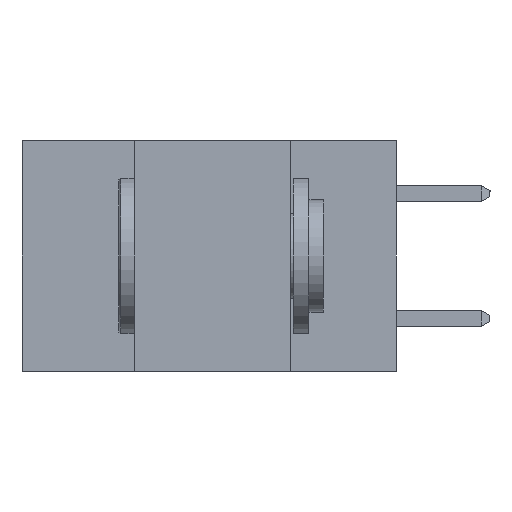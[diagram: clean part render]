
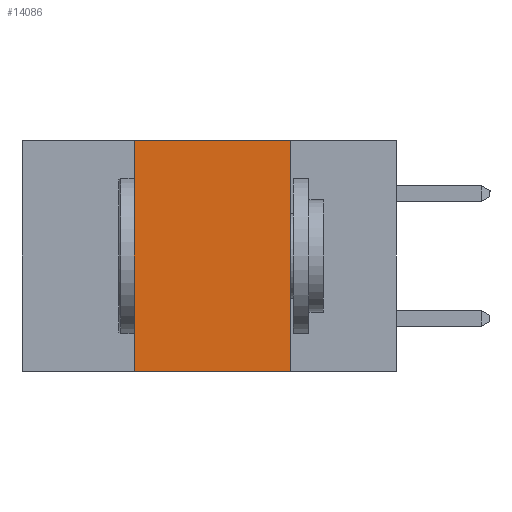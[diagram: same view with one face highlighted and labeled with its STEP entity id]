
A CAD part, left-side view. The second image highlights one B-rep face of the part: STEP entity #14086.
In plain terms, the highlighted planar face has unit normal (-1, 0, 0).
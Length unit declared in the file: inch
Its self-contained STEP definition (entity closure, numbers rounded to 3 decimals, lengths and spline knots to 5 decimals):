
#571 = AXIS2_PLACEMENT_3D ( 'NONE', #2160, #586, #3823 ) ;
#586 = DIRECTION ( 'NONE',  ( 1., 0., 0. ) ) ;
#868 = PLANE ( 'NONE',  #571 ) ;
#1298 = VERTEX_POINT ( 'NONE', #10111 ) ;
#2160 = CARTESIAN_POINT ( 'NONE',  ( 0., 0.6, 0. ) ) ;
#2370 = VERTEX_POINT ( 'NONE', #15970 ) ;
#2461 = EDGE_CURVE ( 'NONE', #4248, #5389, #5190, .T. ) ;
#2872 = ORIENTED_EDGE ( 'NONE', *, *, #18422, .F. ) ;
#3773 = DIRECTION ( 'NONE',  ( 0., 0., -1. ) ) ;
#3823 = DIRECTION ( 'NONE',  ( 0., 0., -1. ) ) ;
#4248 = VERTEX_POINT ( 'NONE', #16693 ) ;
#4814 = LINE ( 'NONE', #6189, #5392 ) ;
#5190 = LINE ( 'NONE', #11344, #5951 ) ;
#5389 = VERTEX_POINT ( 'NONE', #18569 ) ;
#5392 = VECTOR ( 'NONE', #16915, 39.37008 ) ;
#5657 = CARTESIAN_POINT ( 'NONE',  ( 0., 0.6, -0.37 ) ) ;
#5951 = VECTOR ( 'NONE', #3773, 39.37008 ) ;
#6189 = CARTESIAN_POINT ( 'NONE',  ( 0., 0.42, -0.37 ) ) ;
#7615 = EDGE_LOOP ( 'NONE', ( #14640, #2872, #18834, #7845 ) ) ;
#7845 = ORIENTED_EDGE ( 'NONE', *, *, #18891, .T. ) ;
#8887 = CARTESIAN_POINT ( 'NONE',  ( 0., 0.6, 0. ) ) ;
#8935 = LINE ( 'NONE', #5657, #16148 ) ;
#10111 = CARTESIAN_POINT ( 'NONE',  ( 0., 0.42, 0. ) ) ;
#10370 = LINE ( 'NONE', #8887, #12051 ) ;
#11344 = CARTESIAN_POINT ( 'NONE',  ( 0., 0.17, -0.37 ) ) ;
#11783 = DIRECTION ( 'NONE',  ( 0., -1., 0. ) ) ;
#12051 = VECTOR ( 'NONE', #11783, 39.37008 ) ;
#13572 = DIRECTION ( 'NONE',  ( 0., -1., 0. ) ) ;
#14086 = ADVANCED_FACE ( 'NONE', ( #17454 ), #868, .F. ) ;
#14640 = ORIENTED_EDGE ( 'NONE', *, *, #2461, .F. ) ;
#15970 = CARTESIAN_POINT ( 'NONE',  ( 0., 0.42, -0.37 ) ) ;
#16148 = VECTOR ( 'NONE', #13572, 39.37008 ) ;
#16693 = CARTESIAN_POINT ( 'NONE',  ( 0., 0.17, 0. ) ) ;
#16794 = EDGE_CURVE ( 'NONE', #2370, #1298, #4814, .T. ) ;
#16915 = DIRECTION ( 'NONE',  ( 0., 0., 1. ) ) ;
#17454 = FACE_OUTER_BOUND ( 'NONE', #7615, .T. ) ;
#18422 = EDGE_CURVE ( 'NONE', #1298, #4248, #10370, .T. ) ;
#18569 = CARTESIAN_POINT ( 'NONE',  ( 0., 0.17, -0.37 ) ) ;
#18834 = ORIENTED_EDGE ( 'NONE', *, *, #16794, .F. ) ;
#18891 = EDGE_CURVE ( 'NONE', #2370, #5389, #8935, .T. ) ;
